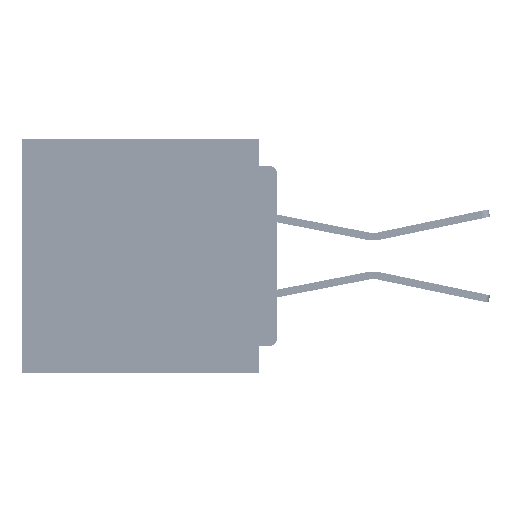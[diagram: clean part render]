
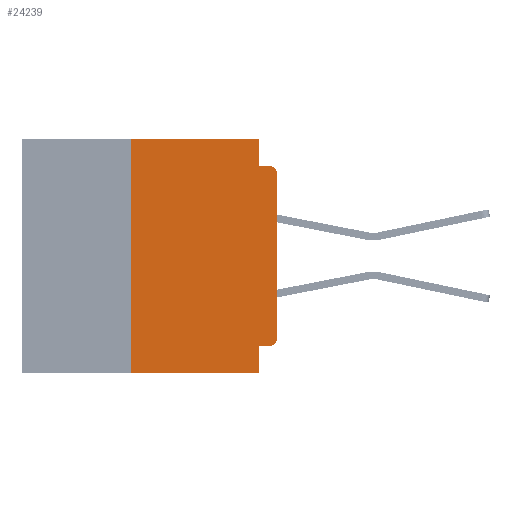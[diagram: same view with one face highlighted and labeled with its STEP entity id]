
A CAD part, left-side view. The second image highlights one B-rep face of the part: STEP entity #24239.
In plain terms, the highlighted planar face has unit normal (-1, 0, 0).
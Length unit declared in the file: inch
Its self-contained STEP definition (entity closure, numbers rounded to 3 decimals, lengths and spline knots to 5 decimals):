
#810 = CARTESIAN_POINT ( 'NONE',  ( 0., 0.031, -0.355 ) ) ;
#1062 = ORIENTED_EDGE ( 'NONE', *, *, #48631, .F. ) ;
#1997 = DIRECTION ( 'NONE',  ( 0., 0., -1. ) ) ;
#2150 = ORIENTED_EDGE ( 'NONE', *, *, #59598, .F. ) ;
#3958 = CARTESIAN_POINT ( 'NONE',  ( 0., 0.25, 0. ) ) ;
#5290 = VERTEX_POINT ( 'NONE', #42912 ) ;
#5315 = LINE ( 'NONE', #14157, #56468 ) ;
#5621 = CARTESIAN_POINT ( 'NONE',  ( 0., 0.015, -0.06 ) ) ;
#5693 = CARTESIAN_POINT ( 'NONE',  ( 0., 0., 0. ) ) ;
#7850 = ORIENTED_EDGE ( 'NONE', *, *, #28795, .T. ) ;
#9002 = DIRECTION ( 'NONE',  ( 0., -1., 0. ) ) ;
#9050 = CIRCLE ( 'NONE', #37761, 0.015 ) ;
#9128 = DIRECTION ( 'NONE',  ( 0., 0., 1. ) ) ;
#9529 = EDGE_CURVE ( 'NONE', #35746, #21757, #15927, .T. ) ;
#10725 = VERTEX_POINT ( 'NONE', #50634 ) ;
#10780 = DIRECTION ( 'NONE',  ( 0., 0., -1. ) ) ;
#10856 = DIRECTION ( 'NONE',  ( 0., 0., 1. ) ) ;
#11001 = DIRECTION ( 'NONE',  ( 0., 0., -1. ) ) ;
#14157 = CARTESIAN_POINT ( 'NONE',  ( 0., 0.437, 0. ) ) ;
#14419 = DIRECTION ( 'NONE',  ( 0., -1., 0. ) ) ;
#15837 = CARTESIAN_POINT ( 'NONE',  ( 0., 0.031, 0. ) ) ;
#15927 = LINE ( 'NONE', #5693, #55031 ) ;
#16928 = DIRECTION ( 'NONE',  ( 0., 0., -1. ) ) ;
#19598 = VERTEX_POINT ( 'NONE', #3958 ) ;
#21588 = VECTOR ( 'NONE', #46967, 39.37008 ) ;
#21757 = VERTEX_POINT ( 'NONE', #49686 ) ;
#22005 = LINE ( 'NONE', #52036, #59492 ) ;
#22152 = ORIENTED_EDGE ( 'NONE', *, *, #49620, .T. ) ;
#22351 = VERTEX_POINT ( 'NONE', #49382 ) ;
#23196 = LINE ( 'NONE', #57029, #21588 ) ;
#23536 = VECTOR ( 'NONE', #9128, 39.37008 ) ;
#23727 = DIRECTION ( 'NONE',  ( 0., -1., 0. ) ) ;
#24239 = ADVANCED_FACE ( 'NONE', ( #46920 ), #42368, .F. ) ;
#24528 = VECTOR ( 'NONE', #14419, 39.37008 ) ;
#25350 = EDGE_CURVE ( 'NONE', #36327, #10725, #22005, .T. ) ;
#25753 = EDGE_CURVE ( 'NONE', #33625, #19598, #37143, .T. ) ;
#26996 = CARTESIAN_POINT ( 'NONE',  ( 0., 0.437, 0. ) ) ;
#27138 = EDGE_CURVE ( 'NONE', #22351, #35746, #9050, .T. ) ;
#27690 = ORIENTED_EDGE ( 'NONE', *, *, #50835, .F. ) ;
#28795 = EDGE_CURVE ( 'NONE', #21757, #37207, #60188, .T. ) ;
#29479 = CARTESIAN_POINT ( 'NONE',  ( 0., 0.25, -0.4 ) ) ;
#32672 = DIRECTION ( 'NONE',  ( -1., 0., 0. ) ) ;
#32862 = ORIENTED_EDGE ( 'NONE', *, *, #25350, .F. ) ;
#33414 = EDGE_CURVE ( 'NONE', #22351, #36327, #23196, .T. ) ;
#33625 = VERTEX_POINT ( 'NONE', #44494 ) ;
#34431 = LINE ( 'NONE', #15837, #47934 ) ;
#35746 = VERTEX_POINT ( 'NONE', #42218 ) ;
#36327 = VERTEX_POINT ( 'NONE', #810 ) ;
#37143 = LINE ( 'NONE', #29479, #23536 ) ;
#37207 = VERTEX_POINT ( 'NONE', #54757 ) ;
#37761 = AXIS2_PLACEMENT_3D ( 'NONE', #63150, #32672, #1997 ) ;
#41384 = DIRECTION ( 'NONE',  ( -1., 0., 0. ) ) ;
#42218 = CARTESIAN_POINT ( 'NONE',  ( 0., 0., -0.34 ) ) ;
#42368 = PLANE ( 'NONE',  #48681 ) ;
#42912 = CARTESIAN_POINT ( 'NONE',  ( 0., 0.031, 0. ) ) ;
#43630 = ORIENTED_EDGE ( 'NONE', *, *, #9529, .T. ) ;
#44494 = CARTESIAN_POINT ( 'NONE',  ( 0., 0.25, -0.4 ) ) ;
#44872 = ORIENTED_EDGE ( 'NONE', *, *, #33414, .F. ) ;
#45002 = CARTESIAN_POINT ( 'NONE',  ( 0., 0., -0.045 ) ) ;
#46920 = FACE_OUTER_BOUND ( 'NONE', #53742, .T. ) ;
#46967 = DIRECTION ( 'NONE',  ( 0., 1., 0. ) ) ;
#47483 = DIRECTION ( 'NONE',  ( 1., 0., 0. ) ) ;
#47934 = VECTOR ( 'NONE', #56686, 39.37008 ) ;
#48631 = EDGE_CURVE ( 'NONE', #5290, #54029, #34431, .T. ) ;
#48681 = AXIS2_PLACEMENT_3D ( 'NONE', #26996, #47483, #16928 ) ;
#49382 = CARTESIAN_POINT ( 'NONE',  ( 0., 0.015, -0.355 ) ) ;
#49620 = EDGE_CURVE ( 'NONE', #33625, #10725, #50177, .T. ) ;
#49686 = CARTESIAN_POINT ( 'NONE',  ( 0., 0., -0.06 ) ) ;
#50177 = LINE ( 'NONE', #54301, #63745 ) ;
#50634 = CARTESIAN_POINT ( 'NONE',  ( 0., 0.031, -0.4 ) ) ;
#50835 = EDGE_CURVE ( 'NONE', #19598, #5290, #5315, .T. ) ;
#52036 = CARTESIAN_POINT ( 'NONE',  ( 0., 0.031, -0.4 ) ) ;
#53742 = EDGE_LOOP ( 'NONE', ( #43630, #7850, #2150, #1062, #27690, #58018, #22152, #32862, #44872, #59516 ) ) ;
#54029 = VERTEX_POINT ( 'NONE', #65224 ) ;
#54301 = CARTESIAN_POINT ( 'NONE',  ( 0., 0.437, -0.4 ) ) ;
#54757 = CARTESIAN_POINT ( 'NONE',  ( 0., 0.015, -0.045 ) ) ;
#55031 = VECTOR ( 'NONE', #10856, 39.37008 ) ;
#56468 = VECTOR ( 'NONE', #9002, 39.37008 ) ;
#56686 = DIRECTION ( 'NONE',  ( 0., 0., -1. ) ) ;
#57029 = CARTESIAN_POINT ( 'NONE',  ( 0., 0., -0.355 ) ) ;
#58018 = ORIENTED_EDGE ( 'NONE', *, *, #25753, .F. ) ;
#58719 = AXIS2_PLACEMENT_3D ( 'NONE', #5621, #41384, #10780 ) ;
#59492 = VECTOR ( 'NONE', #11001, 39.37008 ) ;
#59516 = ORIENTED_EDGE ( 'NONE', *, *, #27138, .T. ) ;
#59598 = EDGE_CURVE ( 'NONE', #54029, #37207, #63594, .T. ) ;
#60188 = CIRCLE ( 'NONE', #58719, 0.015 ) ;
#63150 = CARTESIAN_POINT ( 'NONE',  ( 0., 0.015, -0.34 ) ) ;
#63594 = LINE ( 'NONE', #45002, #24528 ) ;
#63745 = VECTOR ( 'NONE', #23727, 39.37008 ) ;
#65224 = CARTESIAN_POINT ( 'NONE',  ( 0., 0.031, -0.045 ) ) ;
